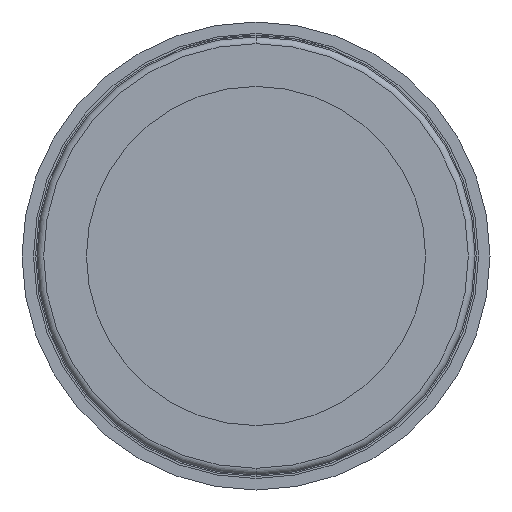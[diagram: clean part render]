
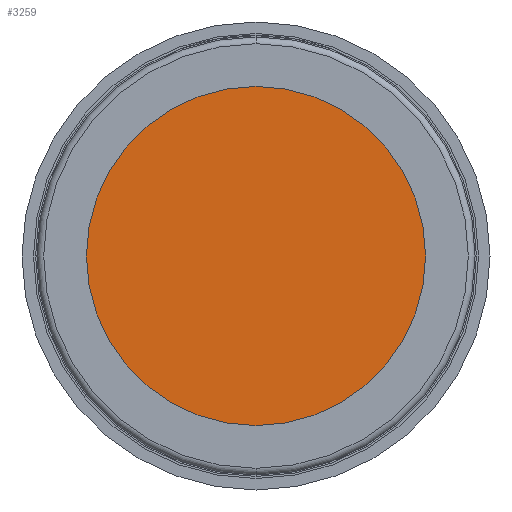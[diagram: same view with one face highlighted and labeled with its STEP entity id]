
A CAD part, front view. The second image highlights one B-rep face of the part: STEP entity #3259.
In plain terms, the highlighted planar face has unit normal (0, -1, 0).
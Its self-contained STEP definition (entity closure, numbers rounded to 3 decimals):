
#99 = DIRECTION ( 'NONE',  ( 0., 0., -1. ) ) ;
#336 = CIRCLE ( 'NONE', #2715, 2.5 ) ;
#447 = CARTESIAN_POINT ( 'NONE',  ( 0., 0., -2.5 ) ) ;
#509 = DIRECTION ( 'NONE',  ( 0., -1., 0. ) ) ;
#628 = FACE_OUTER_BOUND ( 'NONE', #1838, .T. ) ;
#723 = EDGE_CURVE ( 'Defeature ausgef�hrt2_12+Defeature ausgef�hrt2_13+Defeature ausgef�hrt2_13+Defeature ausgef�hrt2_13', #1271, #3285, #336, .T. ) ;
#790 = AXIS2_PLACEMENT_3D ( 'NONE', #2714, #1426, #99 ) ;
#796 = DIRECTION ( 'NONE',  ( 0., -1., 0. ) ) ;
#1271 = VERTEX_POINT ( 'NONE', #447 ) ;
#1324 = DIRECTION ( 'NONE',  ( 0., 0., -1. ) ) ;
#1425 = CIRCLE ( 'NONE', #790, 2.5 ) ;
#1426 = DIRECTION ( 'NONE',  ( 0., -1., 0. ) ) ;
#1571 = CARTESIAN_POINT ( 'NONE',  ( 0., 0., 0. ) ) ;
#1838 = EDGE_LOOP ( 'NONE', ( #2723, #3422 ) ) ;
#2086 = EDGE_CURVE ( 'Defeature ausgef�hrt2_12+Defeature ausgef�hrt2_13+Defeature ausgef�hrt2_13+Defeature ausgef�hrt2_13', #3285, #1271, #1425, .T. ) ;
#2107 = PLANE ( 'NONE',  #3402 ) ;
#2354 = DIRECTION ( 'NONE',  ( 0., 0., -1. ) ) ;
#2714 = CARTESIAN_POINT ( 'NONE',  ( 0., 0., 0. ) ) ;
#2715 = AXIS2_PLACEMENT_3D ( 'NONE', #1571, #796, #1324 ) ;
#2723 = ORIENTED_EDGE ( 'NONE', *, *, #723, .T. ) ;
#2874 = CARTESIAN_POINT ( 'NONE',  ( 2.5, 0., 0. ) ) ;
#2895 = CARTESIAN_POINT ( 'NONE',  ( 0., 0., 2.5 ) ) ;
#3259 = ADVANCED_FACE ( 'Defeature ausgef�hrt2_12', ( #628 ), #2107, .T. ) ;
#3285 = VERTEX_POINT ( 'NONE', #2895 ) ;
#3402 = AXIS2_PLACEMENT_3D ( 'NONE', #2874, #509, #2354 ) ;
#3422 = ORIENTED_EDGE ( 'NONE', *, *, #2086, .T. ) ;
